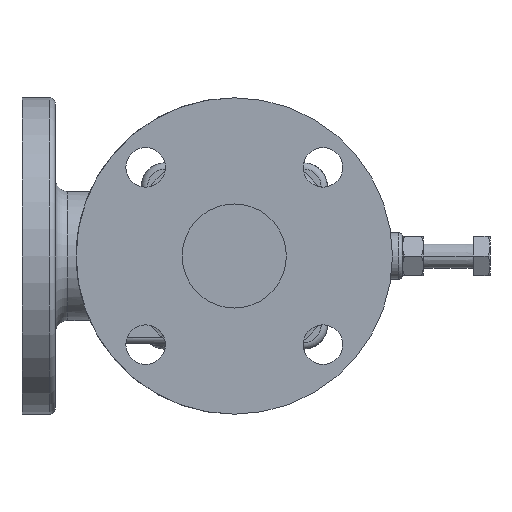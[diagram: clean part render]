
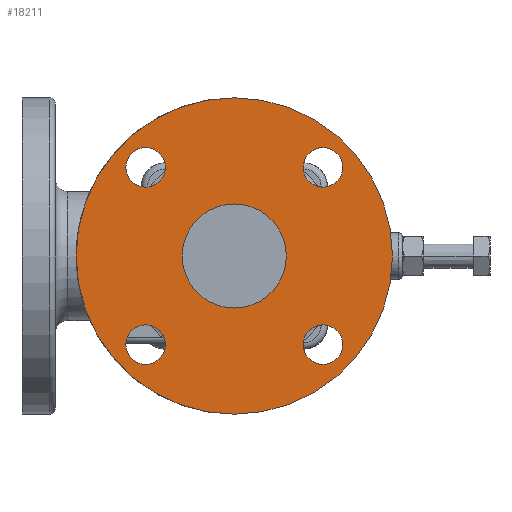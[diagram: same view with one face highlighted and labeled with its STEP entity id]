
A CAD part, left-side view. The second image highlights one B-rep face of the part: STEP entity #18211.
In plain terms, the highlighted planar face has unit normal (-1, 0, 0).
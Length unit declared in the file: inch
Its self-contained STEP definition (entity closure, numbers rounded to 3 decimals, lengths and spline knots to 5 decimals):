
#15 = VERTEX_POINT ( 'NONE', #26681 ) ;
#108 = CARTESIAN_POINT ( 'NONE',  ( -5.11811, -2.99213, 0. ) ) ;
#295 = FACE_OUTER_BOUND ( 'NONE', #4045, .T. ) ;
#462 = CIRCLE ( 'NONE', #24497, 0.37402 ) ;
#468 = AXIS2_PLACEMENT_3D ( 'NONE', #8547, #23535, #10676 ) ;
#620 = CARTESIAN_POINT ( 'NONE',  ( -5.11811, 0., 2.99213 ) ) ;
#709 = CARTESIAN_POINT ( 'NONE',  ( -5.11811, 0., 0. ) ) ;
#1488 = VERTEX_POINT ( 'NONE', #12509 ) ;
#2411 = CIRCLE ( 'NONE', #5380, 2.99213 ) ;
#2422 = EDGE_CURVE ( 'NONE', #20266, #3777, #19213, .T. ) ;
#2565 = AXIS2_PLACEMENT_3D ( 'NONE', #19641, #6884, #21842 ) ;
#2621 = CARTESIAN_POINT ( 'NONE',  ( -5.11811, -1.67729, 1.67729 ) ) ;
#2674 = AXIS2_PLACEMENT_3D ( 'NONE', #5893, #20814, #8043 ) ;
#2785 = EDGE_LOOP ( 'NONE', ( #27405, #5161 ) ) ;
#2870 = DIRECTION ( 'NONE',  ( 0., 0., -1. ) ) ;
#2953 = CIRCLE ( 'NONE', #24052, 2.99213 ) ;
#3062 = ORIENTED_EDGE ( 'NONE', *, *, #23169, .F. ) ;
#3571 = AXIS2_PLACEMENT_3D ( 'NONE', #17309, #4558, #19466 ) ;
#3640 = DIRECTION ( 'NONE',  ( -1., 0., 0. ) ) ;
#3777 = VERTEX_POINT ( 'NONE', #11672 ) ;
#4045 = EDGE_LOOP ( 'NONE', ( #16134, #14852 ) ) ;
#4122 = CARTESIAN_POINT ( 'NONE',  ( -5.11811, 1.67729, -2.05131 ) ) ;
#4437 = DIRECTION ( 'NONE',  ( 1., 0., 0. ) ) ;
#4558 = DIRECTION ( 'NONE',  ( -1., 0., 0. ) ) ;
#4573 = VERTEX_POINT ( 'NONE', #8613 ) ;
#4789 = DIRECTION ( 'NONE',  ( 0., 1., 0. ) ) ;
#5107 = CARTESIAN_POINT ( 'NONE',  ( -5.11811, -1.67729, 1.30327 ) ) ;
#5161 = ORIENTED_EDGE ( 'NONE', *, *, #22081, .F. ) ;
#5380 = AXIS2_PLACEMENT_3D ( 'NONE', #709, #15643, #2870 ) ;
#5846 = ORIENTED_EDGE ( 'NONE', *, *, #26150, .F. ) ;
#5893 = CARTESIAN_POINT ( 'NONE',  ( -5.11811, -1.67729, -1.67729 ) ) ;
#6466 = DIRECTION ( 'NONE',  ( -1., 0., 0. ) ) ;
#6693 = FACE_BOUND ( 'NONE', #9840, .T. ) ;
#6759 = EDGE_LOOP ( 'NONE', ( #5846, #3062 ) ) ;
#6884 = DIRECTION ( 'NONE',  ( -1., 0., 0. ) ) ;
#7085 = ORIENTED_EDGE ( 'NONE', *, *, #22770, .F. ) ;
#7167 = EDGE_CURVE ( 'NONE', #4573, #18401, #22536, .T. ) ;
#7779 = VERTEX_POINT ( 'NONE', #23698 ) ;
#8043 = DIRECTION ( 'NONE',  ( 0., 0., 1. ) ) ;
#8395 = VERTEX_POINT ( 'NONE', #620 ) ;
#8547 = CARTESIAN_POINT ( 'NONE',  ( -5.11811, 1.67729, 1.67729 ) ) ;
#8613 = CARTESIAN_POINT ( 'NONE',  ( -5.11811, -1.67729, -1.30327 ) ) ;
#8707 = AXIS2_PLACEMENT_3D ( 'NONE', #21968, #9146, #24155 ) ;
#9146 = DIRECTION ( 'NONE',  ( -1., 0., 0. ) ) ;
#9178 = CARTESIAN_POINT ( 'NONE',  ( -5.11811, 0., 0. ) ) ;
#9840 = EDGE_LOOP ( 'NONE', ( #7085, #13031 ) ) ;
#10459 = VERTEX_POINT ( 'NONE', #27731 ) ;
#10498 = EDGE_CURVE ( 'NONE', #7779, #13841, #25718, .T. ) ;
#10676 = DIRECTION ( 'NONE',  ( 0., 0., -1. ) ) ;
#10689 = PLANE ( 'NONE',  #12438 ) ;
#11011 = ORIENTED_EDGE ( 'NONE', *, *, #12772, .F. ) ;
#11125 = DIRECTION ( 'NONE',  ( 1., 0., 0. ) ) ;
#11318 = DIRECTION ( 'NONE',  ( 0., 0., 1. ) ) ;
#11325 = CIRCLE ( 'NONE', #16750, 0.98425 ) ;
#11672 = CARTESIAN_POINT ( 'NONE',  ( -5.11811, 1.67729, -1.30327 ) ) ;
#11679 = FACE_BOUND ( 'NONE', #15001, .T. ) ;
#11705 = CARTESIAN_POINT ( 'NONE',  ( -5.11811, 1.67729, -1.67729 ) ) ;
#12080 = VERTEX_POINT ( 'NONE', #5107 ) ;
#12346 = FACE_BOUND ( 'NONE', #20176, .T. ) ;
#12438 = AXIS2_PLACEMENT_3D ( 'NONE', #108, #4437, #19349 ) ;
#12509 = CARTESIAN_POINT ( 'NONE',  ( -5.11811, -1.67729, 2.05131 ) ) ;
#12772 = EDGE_CURVE ( 'NONE', #13841, #7779, #21935, .T. ) ;
#13031 = ORIENTED_EDGE ( 'NONE', *, *, #2422, .F. ) ;
#13386 = CARTESIAN_POINT ( 'NONE',  ( -5.11811, 0., -0.98425 ) ) ;
#13828 = DIRECTION ( 'NONE',  ( 0., -1., 0. ) ) ;
#13841 = VERTEX_POINT ( 'NONE', #19552 ) ;
#13954 = AXIS2_PLACEMENT_3D ( 'NONE', #2621, #17554, #4789 ) ;
#14844 = EDGE_CURVE ( 'NONE', #10459, #8395, #2411, .T. ) ;
#14852 = ORIENTED_EDGE ( 'NONE', *, *, #20860, .F. ) ;
#15001 = EDGE_LOOP ( 'NONE', ( #23534, #11011 ) ) ;
#15277 = CIRCLE ( 'NONE', #23706, 0.37402 ) ;
#15643 = DIRECTION ( 'NONE',  ( 1., 0., 0. ) ) ;
#15675 = CIRCLE ( 'NONE', #8707, 0.98425 ) ;
#15715 = VERTEX_POINT ( 'NONE', #13386 ) ;
#16134 = ORIENTED_EDGE ( 'NONE', *, *, #14844, .F. ) ;
#16392 = CARTESIAN_POINT ( 'NONE',  ( -5.11811, -1.67729, 1.67729 ) ) ;
#16750 = AXIS2_PLACEMENT_3D ( 'NONE', #9178, #24192, #11318 ) ;
#16997 = ORIENTED_EDGE ( 'NONE', *, *, #20492, .F. ) ;
#17309 = CARTESIAN_POINT ( 'NONE',  ( -5.11811, -1.67729, -1.67729 ) ) ;
#17333 = FACE_BOUND ( 'NONE', #6759, .T. ) ;
#17554 = DIRECTION ( 'NONE',  ( -1., 0., 0. ) ) ;
#17880 = EDGE_CURVE ( 'NONE', #15, #15715, #15675, .T. ) ;
#18211 = ADVANCED_FACE ( 'NONE', ( #17333, #11679, #6693, #23115, #12346, #295 ), #10689, .F. ) ;
#18401 = VERTEX_POINT ( 'NONE', #22404 ) ;
#18547 = DIRECTION ( 'NONE',  ( 0., 1., 0. ) ) ;
#19213 = CIRCLE ( 'NONE', #2565, 0.37402 ) ;
#19220 = CARTESIAN_POINT ( 'NONE',  ( -5.11811, 1.67729, 1.67729 ) ) ;
#19271 = CIRCLE ( 'NONE', #2674, 0.37402 ) ;
#19349 = DIRECTION ( 'NONE',  ( 0., 0., -1. ) ) ;
#19466 = DIRECTION ( 'NONE',  ( 0., 0., 1. ) ) ;
#19552 = CARTESIAN_POINT ( 'NONE',  ( -5.11811, 1.67729, 1.30327 ) ) ;
#19641 = CARTESIAN_POINT ( 'NONE',  ( -5.11811, 1.67729, -1.67729 ) ) ;
#19769 = ORIENTED_EDGE ( 'NONE', *, *, #17880, .F. ) ;
#20176 = EDGE_LOOP ( 'NONE', ( #19769, #16997 ) ) ;
#20266 = VERTEX_POINT ( 'NONE', #4122 ) ;
#20492 = EDGE_CURVE ( 'NONE', #15715, #15, #11325, .T. ) ;
#20814 = DIRECTION ( 'NONE',  ( -1., 0., 0. ) ) ;
#20860 = EDGE_CURVE ( 'NONE', #8395, #10459, #2953, .T. ) ;
#21407 = DIRECTION ( 'NONE',  ( 0., 0., -1. ) ) ;
#21842 = DIRECTION ( 'NONE',  ( 0., -1., 0. ) ) ;
#21935 = CIRCLE ( 'NONE', #468, 0.37402 ) ;
#21968 = CARTESIAN_POINT ( 'NONE',  ( -5.11811, 0., 0. ) ) ;
#22081 = EDGE_CURVE ( 'NONE', #18401, #4573, #19271, .T. ) ;
#22404 = CARTESIAN_POINT ( 'NONE',  ( -5.11811, -1.67729, -2.05131 ) ) ;
#22536 = CIRCLE ( 'NONE', #3571, 0.37402 ) ;
#22770 = EDGE_CURVE ( 'NONE', #3777, #20266, #15277, .T. ) ;
#23115 = FACE_BOUND ( 'NONE', #2785, .T. ) ;
#23169 = EDGE_CURVE ( 'NONE', #12080, #1488, #27739, .T. ) ;
#23534 = ORIENTED_EDGE ( 'NONE', *, *, #10498, .F. ) ;
#23535 = DIRECTION ( 'NONE',  ( -1., 0., 0. ) ) ;
#23698 = CARTESIAN_POINT ( 'NONE',  ( -5.11811, 1.67729, 2.05131 ) ) ;
#23706 = AXIS2_PLACEMENT_3D ( 'NONE', #11705, #26753, #13828 ) ;
#24007 = CARTESIAN_POINT ( 'NONE',  ( -5.11811, 0., 0. ) ) ;
#24052 = AXIS2_PLACEMENT_3D ( 'NONE', #24007, #11125, #26168 ) ;
#24155 = DIRECTION ( 'NONE',  ( 0., 0., 1. ) ) ;
#24192 = DIRECTION ( 'NONE',  ( -1., 0., 0. ) ) ;
#24497 = AXIS2_PLACEMENT_3D ( 'NONE', #16392, #3640, #18547 ) ;
#25404 = AXIS2_PLACEMENT_3D ( 'NONE', #19220, #6466, #21407 ) ;
#25718 = CIRCLE ( 'NONE', #25404, 0.37402 ) ;
#26150 = EDGE_CURVE ( 'NONE', #1488, #12080, #462, .T. ) ;
#26168 = DIRECTION ( 'NONE',  ( 0., 0., -1. ) ) ;
#26681 = CARTESIAN_POINT ( 'NONE',  ( -5.11811, 0., 0.98425 ) ) ;
#26753 = DIRECTION ( 'NONE',  ( -1., 0., 0. ) ) ;
#27405 = ORIENTED_EDGE ( 'NONE', *, *, #7167, .F. ) ;
#27731 = CARTESIAN_POINT ( 'NONE',  ( -5.11811, 0., -2.99213 ) ) ;
#27739 = CIRCLE ( 'NONE', #13954, 0.37402 ) ;
